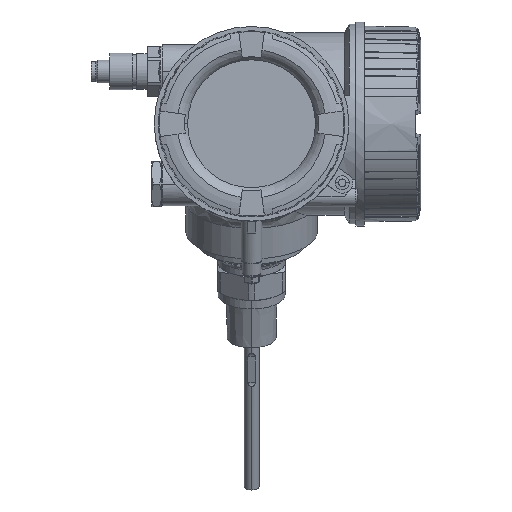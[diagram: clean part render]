
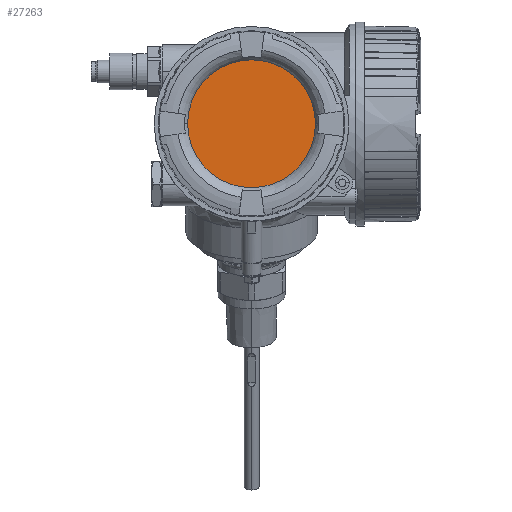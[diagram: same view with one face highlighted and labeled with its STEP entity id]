
A CAD part, top view. The second image highlights one B-rep face of the part: STEP entity #27263.
In plain terms, the highlighted planar face has unit normal (0, 0, 1).
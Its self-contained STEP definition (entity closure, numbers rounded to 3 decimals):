
#10601=CARTESIAN_POINT('',(0.,0.,82.));
#10602=DIRECTION('',(0.,0.,-1.));
#10603=DIRECTION('',(1.,0.,0.));
#10604=AXIS2_PLACEMENT_3D('',#10601,#10602,#10603);
#10606=CARTESIAN_POINT('',(0.,0.,82.));
#10607=DIRECTION('',(0.,0.,-1.));
#10608=DIRECTION('',(-1.,0.,0.));
#10609=AXIS2_PLACEMENT_3D('',#10606,#10607,#10608);
#12775=CARTESIAN_POINT('',(-34.,0.,82.));
#12776=VERTEX_POINT('',#12775);
#12777=CARTESIAN_POINT('',(34.,0.,82.));
#12778=VERTEX_POINT('',#12777);
#27254=CARTESIAN_POINT('',(0.,0.,82.));
#27255=DIRECTION('',(0.,0.,1.));
#27256=DIRECTION('',(1.,0.,0.));
#27257=AXIS2_PLACEMENT_3D('',#27254,#27255,#27256);
#27258=PLANE('',#27257);
#27259=ORIENTED_EDGE('',*,*,#27221,.T.);
#27260=ORIENTED_EDGE('',*,*,#27241,.T.);
#27261=EDGE_LOOP('',(#27259,#27260));
#27262=FACE_OUTER_BOUND('',#27261,.F.);
#27263=ADVANCED_FACE('',(#27262),#27258,.T.);
#10605=CIRCLE('',#10604,34.);
#10610=CIRCLE('',#10609,34.);
#27221=EDGE_CURVE('',#12778,#12776,#10605,.T.);
#27241=EDGE_CURVE('',#12776,#12778,#10610,.T.);
